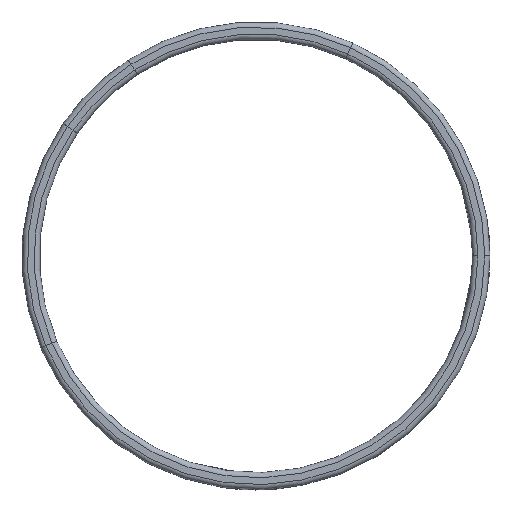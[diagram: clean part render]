
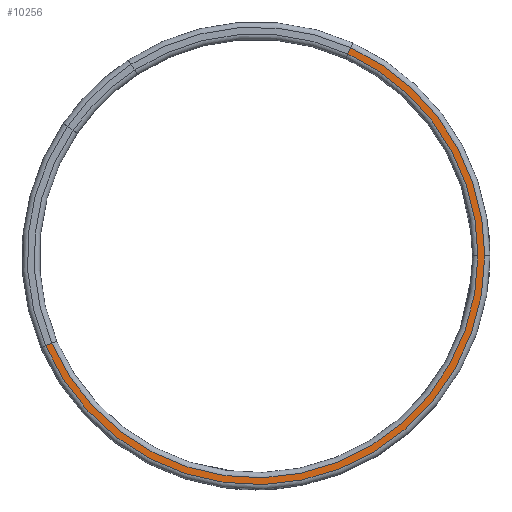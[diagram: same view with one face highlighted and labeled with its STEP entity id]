
A CAD part, top view. The second image highlights one B-rep face of the part: STEP entity #10256.
In plain terms, the highlighted planar face has unit normal (0, 0, 1).
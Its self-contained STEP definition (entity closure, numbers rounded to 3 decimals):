
#6052 = TOROIDAL_SURFACE('',#6053,131.952,3.);
#6053 = AXIS2_PLACEMENT_3D('',#6054,#6055,#6056);
#6054 = CARTESIAN_POINT('',(0.,0.,22.));
#6055 = DIRECTION('',(0.,0.,-1.));
#6056 = DIRECTION('',(1.,0.,0.));
#6159 = TOROIDAL_SURFACE('',#6160,131.952,3.);
#6160 = AXIS2_PLACEMENT_3D('',#6161,#6162,#6163);
#6161 = CARTESIAN_POINT('',(0.,0.,22.));
#6162 = DIRECTION('',(0.,0.,-1.));
#6163 = DIRECTION('',(1.,0.,0.));
#6435 = TOROIDAL_SURFACE('',#6436,128.,3.);
#6436 = AXIS2_PLACEMENT_3D('',#6437,#6438,#6439);
#6437 = CARTESIAN_POINT('',(0.,0.,22.));
#6438 = DIRECTION('',(0.,0.,-1.));
#6439 = DIRECTION('',(1.,0.,0.));
#6547 = TOROIDAL_SURFACE('',#6548,128.,3.);
#6548 = AXIS2_PLACEMENT_3D('',#6549,#6550,#6551);
#6549 = CARTESIAN_POINT('',(0.,0.,22.));
#6550 = DIRECTION('',(0.,0.,-1.));
#6551 = DIRECTION('',(1.,0.,0.));
#7124 = VERTEX_POINT('',#7125);
#7125 = CARTESIAN_POINT('',(131.952,0.,25.));
#7145 = EDGE_CURVE('',#7124,#7146,#7148,.T.);
#7146 = VERTEX_POINT('',#7147);
#7147 = CARTESIAN_POINT('',(54.661,120.098,25.));
#7148 = SURFACE_CURVE('',#7149,(#7154,#7161),.PCURVE_S1.);
#7149 = CIRCLE('',#7150,131.952);
#7150 = AXIS2_PLACEMENT_3D('',#7151,#7152,#7153);
#7151 = CARTESIAN_POINT('',(0.,0.,25.));
#7152 = DIRECTION('',(0.,0.,1.));
#7153 = DIRECTION('',(1.,0.,0.));
#7154 = PCURVE('',#6052,#7155);
#7155 = DEFINITIONAL_REPRESENTATION('',(#7156),#7160);
#7156 = LINE('',#7157,#7158);
#7157 = CARTESIAN_POINT('',(0.,4.712));
#7158 = VECTOR('',#7159,1.);
#7159 = DIRECTION('',(-1.,0.));
#7160 = ( GEOMETRIC_REPRESENTATION_CONTEXT(2) 
PARAMETRIC_REPRESENTATION_CONTEXT() REPRESENTATION_CONTEXT('2D SPACE',''
  ) );
#7161 = PCURVE('',#7162,#7167);
#7162 = PLANE('',#7163);
#7163 = AXIS2_PLACEMENT_3D('',#7164,#7165,#7166);
#7164 = CARTESIAN_POINT('',(0.,0.,25.));
#7165 = DIRECTION('',(0.,0.,1.));
#7166 = DIRECTION('',(1.,0.,0.));
#7167 = DEFINITIONAL_REPRESENTATION('',(#7168),#7172);
#7168 = CIRCLE('',#7169,131.952);
#7169 = AXIS2_PLACEMENT_2D('',#7170,#7171);
#7170 = CARTESIAN_POINT('',(0.,0.));
#7171 = DIRECTION('',(1.,0.));
#7172 = ( GEOMETRIC_REPRESENTATION_CONTEXT(2) 
PARAMETRIC_REPRESENTATION_CONTEXT() REPRESENTATION_CONTEXT('2D SPACE',''
  ) );
#7252 = EDGE_CURVE('',#7253,#7124,#7255,.T.);
#7253 = VERTEX_POINT('',#7254);
#7254 = CARTESIAN_POINT('',(-121.34,-51.845,25.));
#7255 = SURFACE_CURVE('',#7256,(#7261,#7268),.PCURVE_S1.);
#7256 = CIRCLE('',#7257,131.952);
#7257 = AXIS2_PLACEMENT_3D('',#7258,#7259,#7260);
#7258 = CARTESIAN_POINT('',(0.,0.,25.));
#7259 = DIRECTION('',(0.,0.,1.));
#7260 = DIRECTION('',(1.,0.,0.));
#7261 = PCURVE('',#6159,#7262);
#7262 = DEFINITIONAL_REPRESENTATION('',(#7263),#7267);
#7263 = LINE('',#7264,#7265);
#7264 = CARTESIAN_POINT('',(0.,4.712));
#7265 = VECTOR('',#7266,1.);
#7266 = DIRECTION('',(-1.,0.));
#7267 = ( GEOMETRIC_REPRESENTATION_CONTEXT(2) 
PARAMETRIC_REPRESENTATION_CONTEXT() REPRESENTATION_CONTEXT('2D SPACE',''
  ) );
#7268 = PCURVE('',#7162,#7269);
#7269 = DEFINITIONAL_REPRESENTATION('',(#7270),#7274);
#7270 = CIRCLE('',#7271,131.952);
#7271 = AXIS2_PLACEMENT_2D('',#7272,#7273);
#7272 = CARTESIAN_POINT('',(0.,0.));
#7273 = DIRECTION('',(1.,0.));
#7274 = ( GEOMETRIC_REPRESENTATION_CONTEXT(2) 
PARAMETRIC_REPRESENTATION_CONTEXT() REPRESENTATION_CONTEXT('2D SPACE',''
  ) );
#8594 = VERTEX_POINT('',#8595);
#8595 = CARTESIAN_POINT('',(128.,0.,25.));
#8617 = VERTEX_POINT('',#8618);
#8618 = CARTESIAN_POINT('',(53.024,116.501,25.));
#8640 = EDGE_CURVE('',#8594,#8617,#8641,.T.);
#8641 = SURFACE_CURVE('',#8642,(#8647,#8654),.PCURVE_S1.);
#8642 = CIRCLE('',#8643,128.);
#8643 = AXIS2_PLACEMENT_3D('',#8644,#8645,#8646);
#8644 = CARTESIAN_POINT('',(0.,0.,25.));
#8645 = DIRECTION('',(0.,0.,1.));
#8646 = DIRECTION('',(1.,0.,0.));
#8647 = PCURVE('',#6435,#8648);
#8648 = DEFINITIONAL_REPRESENTATION('',(#8649),#8653);
#8649 = LINE('',#8650,#8651);
#8650 = CARTESIAN_POINT('',(0.,4.712));
#8651 = VECTOR('',#8652,1.);
#8652 = DIRECTION('',(-1.,0.));
#8653 = ( GEOMETRIC_REPRESENTATION_CONTEXT(2) 
PARAMETRIC_REPRESENTATION_CONTEXT() REPRESENTATION_CONTEXT('2D SPACE',''
  ) );
#8654 = PCURVE('',#7162,#8655);
#8655 = DEFINITIONAL_REPRESENTATION('',(#8656),#8660);
#8656 = CIRCLE('',#8657,128.);
#8657 = AXIS2_PLACEMENT_2D('',#8658,#8659);
#8658 = CARTESIAN_POINT('',(0.,0.));
#8659 = DIRECTION('',(1.,0.));
#8660 = ( GEOMETRIC_REPRESENTATION_CONTEXT(2) 
PARAMETRIC_REPRESENTATION_CONTEXT() REPRESENTATION_CONTEXT('2D SPACE',''
  ) );
#8667 = EDGE_CURVE('',#8668,#8594,#8670,.T.);
#8668 = VERTEX_POINT('',#8669);
#8669 = CARTESIAN_POINT('',(-117.706,-50.292,25.));
#8670 = SURFACE_CURVE('',#8671,(#8676,#8683),.PCURVE_S1.);
#8671 = CIRCLE('',#8672,128.);
#8672 = AXIS2_PLACEMENT_3D('',#8673,#8674,#8675);
#8673 = CARTESIAN_POINT('',(0.,0.,25.));
#8674 = DIRECTION('',(0.,0.,1.));
#8675 = DIRECTION('',(1.,0.,0.));
#8676 = PCURVE('',#6547,#8677);
#8677 = DEFINITIONAL_REPRESENTATION('',(#8678),#8682);
#8678 = LINE('',#8679,#8680);
#8679 = CARTESIAN_POINT('',(0.,4.712));
#8680 = VECTOR('',#8681,1.);
#8681 = DIRECTION('',(-1.,0.));
#8682 = ( GEOMETRIC_REPRESENTATION_CONTEXT(2) 
PARAMETRIC_REPRESENTATION_CONTEXT() REPRESENTATION_CONTEXT('2D SPACE',''
  ) );
#8683 = PCURVE('',#7162,#8684);
#8684 = DEFINITIONAL_REPRESENTATION('',(#8685),#8689);
#8685 = CIRCLE('',#8686,128.);
#8686 = AXIS2_PLACEMENT_2D('',#8687,#8688);
#8687 = CARTESIAN_POINT('',(0.,0.));
#8688 = DIRECTION('',(1.,0.));
#8689 = ( GEOMETRIC_REPRESENTATION_CONTEXT(2) 
PARAMETRIC_REPRESENTATION_CONTEXT() REPRESENTATION_CONTEXT('2D SPACE',''
  ) );
#10222 = PLANE('',#10223);
#10223 = AXIS2_PLACEMENT_3D('',#10224,#10225,#10226);
#10224 = CARTESIAN_POINT('',(0.,0.,
    25.));
#10225 = DIRECTION('',(0.,0.,1.));
#10226 = DIRECTION('',(0.766,-0.643,0.));
#10256 = ADVANCED_FACE('',(#10257),#7162,.T.);
#10257 = FACE_BOUND('',#10258,.T.);
#10258 = EDGE_LOOP('',(#10259,#10260,#10261,#10286,#10287,#10288));
#10259 = ORIENTED_EDGE('',*,*,#8640,.F.);
#10260 = ORIENTED_EDGE('',*,*,#8667,.F.);
#10261 = ORIENTED_EDGE('',*,*,#10262,.T.);
#10262 = EDGE_CURVE('',#8668,#7253,#10263,.T.);
#10263 = SURFACE_CURVE('',#10264,(#10268,#10275),.PCURVE_S1.);
#10264 = LINE('',#10265,#10266);
#10265 = CARTESIAN_POINT('',(0.,0.,
    25.));
#10266 = VECTOR('',#10267,1.);
#10267 = DIRECTION('',(-0.92,-0.393,0.));
#10268 = PCURVE('',#7162,#10269);
#10269 = DEFINITIONAL_REPRESENTATION('',(#10270),#10274);
#10270 = LINE('',#10271,#10272);
#10271 = CARTESIAN_POINT('',(0.,0.));
#10272 = VECTOR('',#10273,1.);
#10273 = DIRECTION('',(-0.92,-0.393));
#10274 = ( GEOMETRIC_REPRESENTATION_CONTEXT(2) 
PARAMETRIC_REPRESENTATION_CONTEXT() REPRESENTATION_CONTEXT('2D SPACE',''
  ) );
#10275 = PCURVE('',#10276,#10281);
#10276 = PLANE('',#10277);
#10277 = AXIS2_PLACEMENT_3D('',#10278,#10279,#10280);
#10278 = CARTESIAN_POINT('',(0.,0.,
    25.));
#10279 = DIRECTION('',(0.,0.,1.));
#10280 = DIRECTION('',(0.766,0.643,0.));
#10281 = DEFINITIONAL_REPRESENTATION('',(#10282),#10285);
#10282 = B_SPLINE_CURVE_WITH_KNOTS('',1,(#10283,#10284),.UNSPECIFIED.,
  .F.,.F.,(2,2),(-20.956,165.458),
  .PIECEWISE_BEZIER_KNOTS.);
#10283 = CARTESIAN_POINT('',(20.055,-6.08));
#10284 = CARTESIAN_POINT('',(-158.343,48.001));
#10285 = ( GEOMETRIC_REPRESENTATION_CONTEXT(2) 
PARAMETRIC_REPRESENTATION_CONTEXT() REPRESENTATION_CONTEXT('2D SPACE',''
  ) );
#10286 = ORIENTED_EDGE('',*,*,#7252,.T.);
#10287 = ORIENTED_EDGE('',*,*,#7145,.T.);
#10288 = ORIENTED_EDGE('',*,*,#10289,.T.);
#10289 = EDGE_CURVE('',#7146,#8617,#10290,.T.);
#10290 = SURFACE_CURVE('',#10291,(#10295,#10302),.PCURVE_S1.);
#10291 = LINE('',#10292,#10293);
#10292 = CARTESIAN_POINT('',(32.721,71.893,25.));
#10293 = VECTOR('',#10294,1.);
#10294 = DIRECTION('',(-0.414,-0.91,0.));
#10295 = PCURVE('',#7162,#10296);
#10296 = DEFINITIONAL_REPRESENTATION('',(#10297),#10301);
#10297 = LINE('',#10298,#10299);
#10298 = CARTESIAN_POINT('',(32.721,71.893));
#10299 = VECTOR('',#10300,1.);
#10300 = DIRECTION('',(-0.414,-0.91));
#10301 = ( GEOMETRIC_REPRESENTATION_CONTEXT(2) 
PARAMETRIC_REPRESENTATION_CONTEXT() REPRESENTATION_CONTEXT('2D SPACE',''
  ) );
#10302 = PCURVE('',#10222,#10303);
#10303 = DEFINITIONAL_REPRESENTATION('',(#10304),#10307);
#10304 = B_SPLINE_CURVE_WITH_KNOTS('',1,(#10305,#10306),.UNSPECIFIED.,
  .F.,.F.,(2,2),(-85.353,94.786),
  .PIECEWISE_BEZIER_KNOTS.);
#10305 = CARTESIAN_POINT('',(-43.996,158.343));
#10306 = CARTESIAN_POINT('',(4.229,-15.221));
#10307 = ( GEOMETRIC_REPRESENTATION_CONTEXT(2) 
PARAMETRIC_REPRESENTATION_CONTEXT() REPRESENTATION_CONTEXT('2D SPACE',''
  ) );
